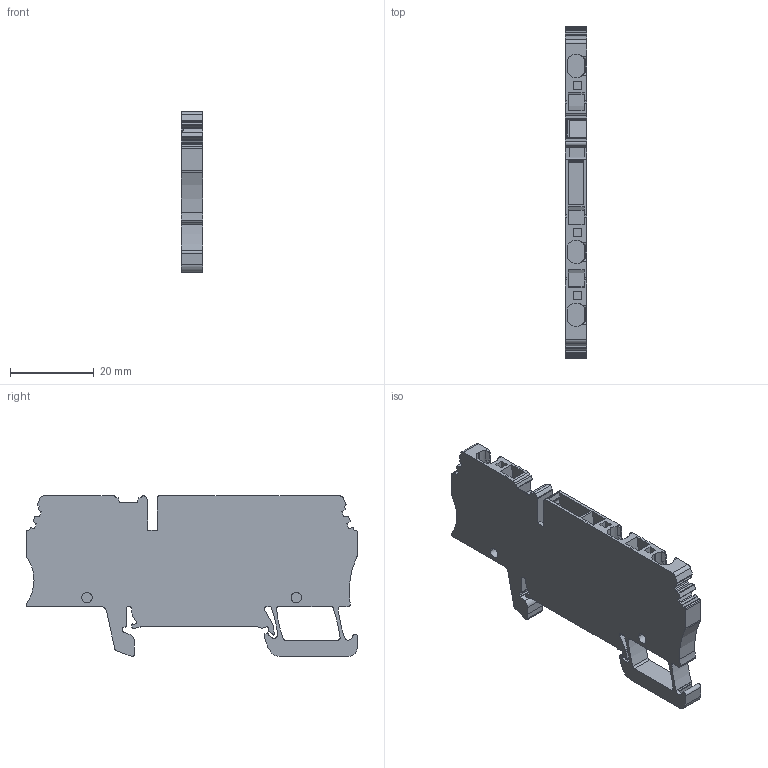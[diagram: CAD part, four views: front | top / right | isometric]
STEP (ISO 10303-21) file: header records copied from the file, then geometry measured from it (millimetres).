
FILE_DESCRIPTION(('CATIA V5R22 STEP214','CAx-IF Rec.Pracs.--- Model Styling and Organization---1.4--- 2014-01-23'),'2;1');
FILE_NAME ('032547-2_0', '2021-04-13T04:55:46+00:00', ('Weidmueller Interface'), ('Weidmueller'), 'CATIA Version 5-6 Release 2016 SP3 HF44', 'CATIA V5 STEP AP214', 'none');
FILE_SCHEMA(('AUTOMOTIVE_DESIGN { 1 0 10303 214 1 1 1 1 }'));
Length unit declared in the file: millimetre
Products named in the file (1): 36266_ZTR_2.5_3AN_AllCATPart
Bounding box: 5.1 x 79.23 x 38.41 mm (x, y, z)
Volume: 10484.8 mm3; surface area: 7440.1 mm2
Topology: 1 solids, 1 shells, 340 faces, 982 edges, 652 vertices
Faces by surface type: plane 207, cylinder 114, extrusion 16, cone 3
Entity records: 11009 total; most frequent: CARTESIAN_POINT 2322, ORIENTED_EDGE 1964, DIRECTION 1500, EDGE_CURVE 982, VECTOR 721, LINE 705, VERTEX_POINT 652, AXIS2_PLACEMENT_3D 501
